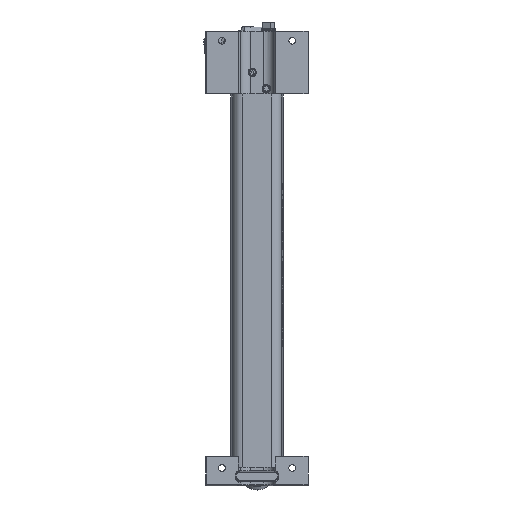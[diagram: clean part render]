
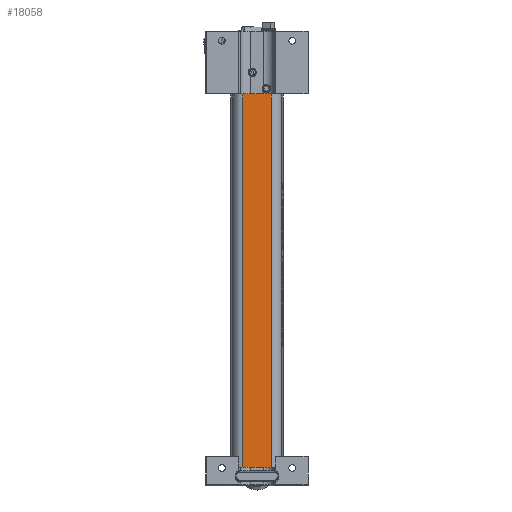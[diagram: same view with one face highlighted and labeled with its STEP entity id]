
A CAD part, front view. The second image highlights one B-rep face of the part: STEP entity #18058.
In plain terms, the highlighted planar face has unit normal (0, -1, 0).
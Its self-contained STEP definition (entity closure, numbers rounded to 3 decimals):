
#849 = CARTESIAN_POINT ( 'NONE',  ( -22.541, -34.35, -473.905 ) ) ;
#1071 = FACE_OUTER_BOUND ( 'NONE', #28056, .T. ) ;
#1669 = DIRECTION ( 'NONE',  ( 0., 0., 1. ) ) ;
#2845 = EDGE_CURVE ( 'NONE', #14386, #23110, #43617, .T. ) ;
#3178 = ORIENTED_EDGE ( 'NONE', *, *, #34563, .F. ) ;
#4054 = CARTESIAN_POINT ( 'NONE',  ( 11.265, -34.35, -473.905 ) ) ;
#4592 = VECTOR ( 'NONE', #44587, 1000. ) ;
#4794 = VERTEX_POINT ( 'NONE', #33126 ) ;
#6062 = VECTOR ( 'NONE', #10554, 1000. ) ;
#6285 = ORIENTED_EDGE ( 'NONE', *, *, #43463, .F. ) ;
#9394 = LINE ( 'NONE', #26753, #4592 ) ;
#9806 = VECTOR ( 'NONE', #1669, 1000. ) ;
#10554 = DIRECTION ( 'NONE',  ( 1., 0., 0. ) ) ;
#11087 = VECTOR ( 'NONE', #31515, 1000. ) ;
#14386 = VERTEX_POINT ( 'NONE', #43414 ) ;
#17427 = CARTESIAN_POINT ( 'NONE',  ( -22.541, -34.35, -473.905 ) ) ;
#17659 = LINE ( 'NONE', #17427, #11087 ) ;
#18058 = ADVANCED_FACE ( 'NONE', ( #1071 ), #43541, .T. ) ;
#19967 = CARTESIAN_POINT ( 'NONE',  ( 11.265, -34.35, -473.905 ) ) ;
#22203 = DIRECTION ( 'NONE',  ( 1., 0., 0. ) ) ;
#23110 = VERTEX_POINT ( 'NONE', #4054 ) ;
#23486 = LINE ( 'NONE', #19967, #9806 ) ;
#23656 = AXIS2_PLACEMENT_3D ( 'NONE', #849, #44004, #22203 ) ;
#26753 = CARTESIAN_POINT ( 'NONE',  ( -22.541, -34.35, -35.755 ) ) ;
#28056 = EDGE_LOOP ( 'NONE', ( #6285, #3178, #37227, #43209 ) ) ;
#31515 = DIRECTION ( 'NONE',  ( 0., 0., 1. ) ) ;
#33126 = CARTESIAN_POINT ( 'NONE',  ( -22.541, -34.35, -35.755 ) ) ;
#34563 = EDGE_CURVE ( 'NONE', #14386, #4794, #17659, .T. ) ;
#34798 = VERTEX_POINT ( 'NONE', #45763 ) ;
#37227 = ORIENTED_EDGE ( 'NONE', *, *, #2845, .T. ) ;
#39647 = CARTESIAN_POINT ( 'NONE',  ( -22.541, -34.35, -473.905 ) ) ;
#40495 = EDGE_CURVE ( 'NONE', #23110, #34798, #23486, .T. ) ;
#43209 = ORIENTED_EDGE ( 'NONE', *, *, #40495, .T. ) ;
#43414 = CARTESIAN_POINT ( 'NONE',  ( -22.541, -34.35, -473.905 ) ) ;
#43463 = EDGE_CURVE ( 'NONE', #4794, #34798, #9394, .T. ) ;
#43541 = PLANE ( 'NONE',  #23656 ) ;
#43617 = LINE ( 'NONE', #39647, #6062 ) ;
#44004 = DIRECTION ( 'NONE',  ( 0., -1., 0. ) ) ;
#44587 = DIRECTION ( 'NONE',  ( 1., 0., 0. ) ) ;
#45763 = CARTESIAN_POINT ( 'NONE',  ( 11.265, -34.35, -35.755 ) ) ;
